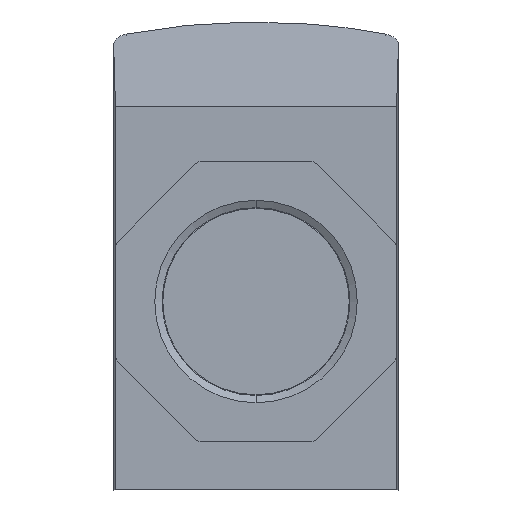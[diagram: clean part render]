
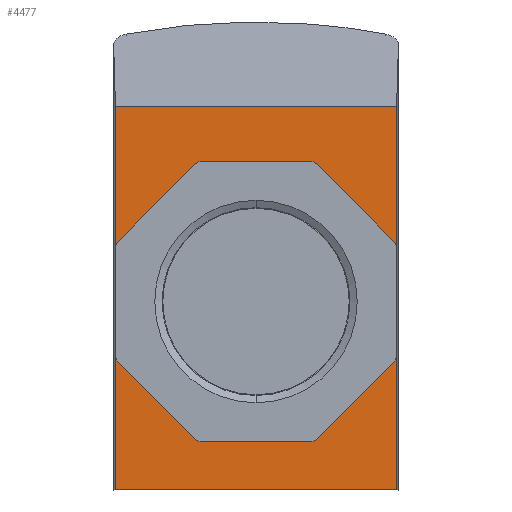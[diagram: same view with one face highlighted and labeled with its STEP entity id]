
A CAD part, front view. The second image highlights one B-rep face of the part: STEP entity #4477.
In plain terms, the highlighted planar face has unit normal (0, -1, 0).
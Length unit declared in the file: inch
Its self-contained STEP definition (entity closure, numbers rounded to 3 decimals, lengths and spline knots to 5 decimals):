
#108 = EDGE_CURVE ( 'NONE', #2503, #2502, #3217, .T. ) ;
#143 = EDGE_CURVE ( 'NONE', #2505, #2504, #3326, .T. ) ;
#145 = EDGE_CURVE ( 'NONE', #2505, #2503, #3332, .T. ) ;
#272 = EDGE_CURVE ( 'NONE', #2502, #2504, #1418, .T. ) ;
#295 = EDGE_CURVE ( 'NONE', #3678, #3677, #4209, .T. ) ;
#469 = FACE_OUTER_BOUND ( 'NONE', #2585, .T. ) ;
#473 = FACE_BOUND ( 'NONE', #2586, .T. ) ;
#476 = AXIS2_PLACEMENT_3D ( 'NONE', #2256, #2257, #2258 ) ;
#518 = AXIS2_PLACEMENT_3D ( 'NONE', #604, #605, #606 ) ;
#604 = CARTESIAN_POINT ( 'NONE',  ( 0., 5.46081, -3.42386 ) ) ;
#605 = DIRECTION ( 'NONE',  ( 0., -1., 0. ) ) ;
#606 = DIRECTION ( 'NONE',  ( 0., 0., 1. ) ) ;
#812 = VECTOR ( 'NONE', #1420, 39.37008 ) ;
#835 = AXIS2_PLACEMENT_3D ( 'NONE', #1486, #1487, #1488 ) ;
#954 = VECTOR ( 'NONE', #3219, 39.37008 ) ;
#1013 = VECTOR ( 'NONE', #3328, 39.37008 ) ;
#1017 = VECTOR ( 'NONE', #3334, 39.37008 ) ;
#1418 = LINE ( 'NONE', #1419, #812 ) ;
#1419 = CARTESIAN_POINT ( 'NONE',  ( -0.50132, 5.46081, -2.72884 ) ) ;
#1420 = DIRECTION ( 'NONE',  ( 0., 0., 1. ) ) ;
#1486 = CARTESIAN_POINT ( 'NONE',  ( 0., 5.46081, -3.42386 ) ) ;
#1487 = DIRECTION ( 'NONE',  ( 0., -1., 0. ) ) ;
#1488 = DIRECTION ( 'NONE',  ( 0., 0., 1. ) ) ;
#1655 = CARTESIAN_POINT ( 'NONE',  ( -0.50132, 5.46081, -4.09586 ) ) ;
#1656 = CARTESIAN_POINT ( 'NONE',  ( 0.50155, 5.46081, -4.09586 ) ) ;
#1657 = CARTESIAN_POINT ( 'NONE',  ( -0.50132, 5.46081, -2.72884 ) ) ;
#1658 = CARTESIAN_POINT ( 'NONE',  ( 0.50155, 5.46081, -2.72884 ) ) ;
#1741 = CARTESIAN_POINT ( 'NONE',  ( 0., 5.46081, -3.89286 ) ) ;
#1742 = CARTESIAN_POINT ( 'NONE',  ( 0., 5.46081, -2.95486 ) ) ;
#2255 = PLANE ( 'NONE',  #476 ) ;
#2256 = CARTESIAN_POINT ( 'NONE',  ( 0.508, 5.46081, -2.72884 ) ) ;
#2257 = DIRECTION ( 'NONE',  ( 0., 1., 0. ) ) ;
#2258 = DIRECTION ( 'NONE',  ( 0., 0., 1. ) ) ;
#2502 = VERTEX_POINT ( 'NONE', #1655 ) ;
#2503 = VERTEX_POINT ( 'NONE', #1656 ) ;
#2504 = VERTEX_POINT ( 'NONE', #1657 ) ;
#2505 = VERTEX_POINT ( 'NONE', #1658 ) ;
#2585 = EDGE_LOOP ( 'NONE', ( #3654, #3653, #3652, #3655 ) ) ;
#2586 = EDGE_LOOP ( 'NONE', ( #3650, #3648 ) ) ;
#3217 = LINE ( 'NONE', #3218, #954 ) ;
#3218 = CARTESIAN_POINT ( 'NONE',  ( 0.508, 5.46081, -4.09586 ) ) ;
#3219 = DIRECTION ( 'NONE',  ( -1., 0., 0. ) ) ;
#3326 = LINE ( 'NONE', #3327, #1013 ) ;
#3327 = CARTESIAN_POINT ( 'NONE',  ( 0.508, 5.46081, -2.72884 ) ) ;
#3328 = DIRECTION ( 'NONE',  ( -1., 0., 0. ) ) ;
#3332 = LINE ( 'NONE', #3333, #1017 ) ;
#3333 = CARTESIAN_POINT ( 'NONE',  ( 0.50155, 5.46081, -2.39386 ) ) ;
#3334 = DIRECTION ( 'NONE',  ( 0., 0., -1. ) ) ;
#3648 = ORIENTED_EDGE ( 'NONE', *, *, #4507, .F. ) ;
#3650 = ORIENTED_EDGE ( 'NONE', *, *, #295, .F. ) ;
#3652 = ORIENTED_EDGE ( 'NONE', *, *, #145, .F. ) ;
#3653 = ORIENTED_EDGE ( 'NONE', *, *, #108, .F. ) ;
#3654 = ORIENTED_EDGE ( 'NONE', *, *, #272, .F. ) ;
#3655 = ORIENTED_EDGE ( 'NONE', *, *, #143, .T. ) ;
#3677 = VERTEX_POINT ( 'NONE', #1741 ) ;
#3678 = VERTEX_POINT ( 'NONE', #1742 ) ;
#4110 = CIRCLE ( 'NONE', #518, 0.469 ) ;
#4209 = CIRCLE ( 'NONE', #835, 0.469 ) ;
#4477 = ADVANCED_FACE ( 'NONE', ( #469, #473 ), #2255, .F. ) ;
#4507 = EDGE_CURVE ( 'NONE', #3677, #3678, #4110, .T. ) ;
